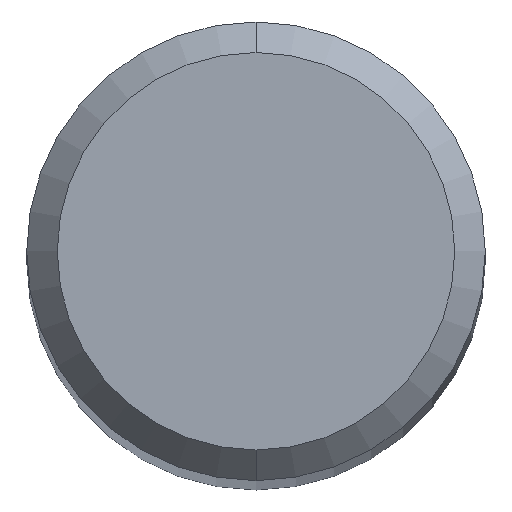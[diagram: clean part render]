
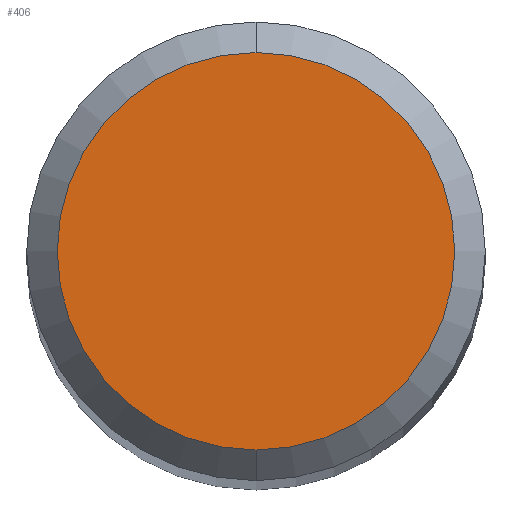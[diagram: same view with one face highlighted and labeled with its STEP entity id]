
A CAD part, top view. The second image highlights one B-rep face of the part: STEP entity #406.
In plain terms, the highlighted planar face has unit normal (0, 0, 1).
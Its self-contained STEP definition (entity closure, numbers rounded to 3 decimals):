
#264=EDGE_CURVE('',#394,#386,#555,.T.);
#376=EDGE_CURVE('',#386,#394,#682,.T.);
#386=VERTEX_POINT('',#694);
#394=VERTEX_POINT('',#702);
#406=ADVANCED_FACE('',(#716),#717,.T.);
#555=CIRCLE('',#937,2.6);
#682=CIRCLE('',#1247,2.6);
#694=CARTESIAN_POINT('',(0.,-2.6,0.0));
#702=CARTESIAN_POINT('',(0.0,2.6,0.0));
#716=FACE_OUTER_BOUND('',#1289,.T.);
#717=PLANE('',#1290);
#937=AXIS2_PLACEMENT_3D('',#1441,#1442,#1443);
#1247=AXIS2_PLACEMENT_3D('',#1597,#1598,#1599);
#1289=EDGE_LOOP('',(#1650,#1651));
#1290=AXIS2_PLACEMENT_3D('',#1652,#1653,#1654);
#1441=CARTESIAN_POINT('',(0.0,0.0,0.0));
#1442=DIRECTION('',(0.0,0.0,-1.0));
#1443=DIRECTION('',(0.0,1.0,0.0));
#1597=CARTESIAN_POINT('',(0.0,0.0,0.0));
#1598=DIRECTION('',(0.0,0.0,-1.0));
#1599=DIRECTION('',(0.0,1.0,0.0));
#1650=ORIENTED_EDGE('',*,*,#264,.F.);
#1651=ORIENTED_EDGE('',*,*,#376,.F.);
#1652=CARTESIAN_POINT('',(0.0,1.3,0.0));
#1653=DIRECTION('',(-0.0,0.0,1.0));
#1654=DIRECTION('',(0.0,-1.0,0.0));
